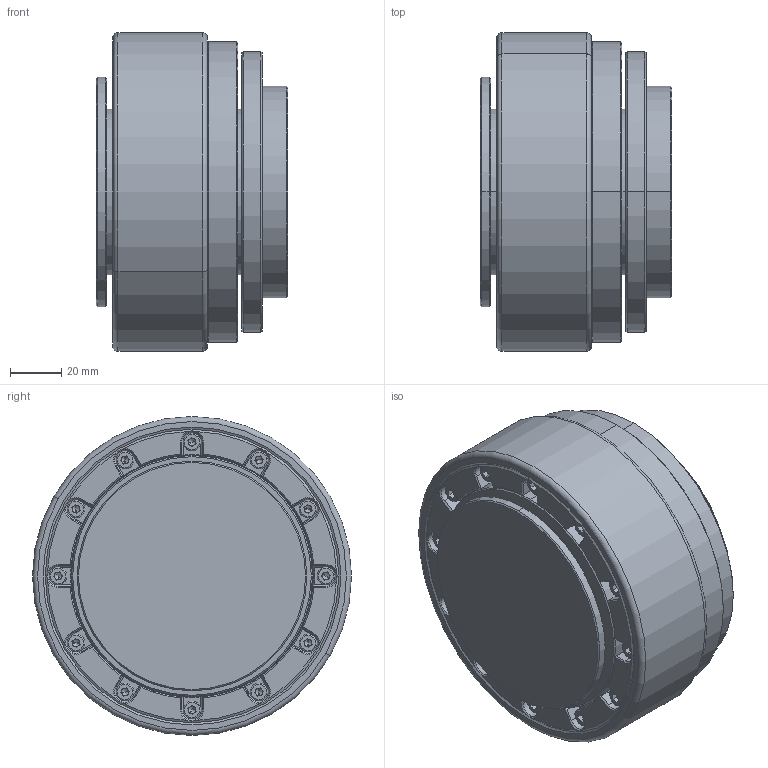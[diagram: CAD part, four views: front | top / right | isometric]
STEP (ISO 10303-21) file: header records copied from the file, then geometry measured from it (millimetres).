
FILE_DESCRIPTION (( 'STEP AP203' ), '1' );
FILE_NAME ('AEQ-095C-L2-14-1-H37-W125.STEP', '2024-01-24T02:21:35', ( '' ), ( '' ), 'SwSTEP 2.0', 'SolidWorks 2023', '' );
FILE_SCHEMA (( 'CONFIG_CONTROL_DESIGN' ));
Length unit declared in the file: millimetre
Products named in the file (5): AEQ-095C-L2-14-1模型（新）; hexagon socket head cap screws gb_GB_FASTENER_SCREWS_HSHCS M4X40-N; AEQ-95-H37-W125; single coil lock washers light type gb_GB_FASTENER_WASHER_SSWL 4; AEQ-095C-L2-14-1-H37-W125
Assembly tree (26 placements, depth 2):
  AEQ-095C-L2-14-1-H37-W125
    AEQ-095C-L2-14-1模型（新）
    AEQ-95-H37-W125
    hexagon socket head cap screws gb_GB_FASTENER_SCREWS_HSHCS M4X40-N  x12
    single coil lock washers light type gb_GB_FASTENER_WASHER_SSWL 4  x12
Bounding box: 75 x 125 x 125 mm (x, y, z)
Volume: 725100 mm3; surface area: 117991 mm2
Topology: 26 solids, 26 shells, 832 faces, 1968 edges, 1187 vertices
Faces by surface type: plane 350, cylinder 237, cone 205, torus 28, bspline 12
Entity records: 14379 total; most frequent: CARTESIAN_POINT 2614, DIRECTION 2362, ORIENTED_EDGE 2124, EDGE_CURVE 1062, AXIS2_PLACEMENT_3D 936, VERTEX_POINT 648, EDGE_LOOP 538, LINE 490
